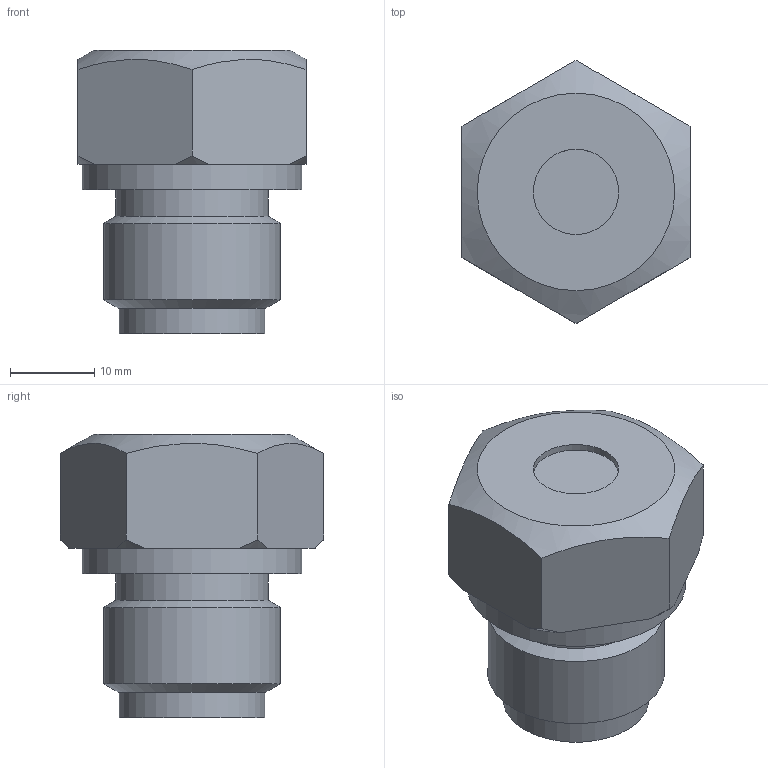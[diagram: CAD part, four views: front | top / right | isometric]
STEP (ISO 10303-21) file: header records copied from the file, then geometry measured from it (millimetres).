
FILE_DESCRIPTION(/* description */ (''),/* implementation_level */ '2;1');
FILE_NAME(/* name */ '31415W.stp',/* time_stamp */ '2018-02-02T12:50:07+01:00',/* author */ ('acgl'),/* organization */ (''),/* preprocessor_version */ 'ST-DEVELOPER v15.6',/* originating_system */ 'Autodesk Inventor 2015',/* authorisation */ '');
FILE_SCHEMA (('AUTOMOTIVE_DESIGN { 1 0 10303 214 3 1 1 }'));
Length unit declared in the file: centimetre
Products named in the file (1): 31415W
Bounding box: 27 x 31.18 x 33.52 mm (x, y, z)
Volume: 15029.3 mm3; surface area: 3831.8 mm2
Topology: 1 solids, 1 shells, 37 faces, 78 edges, 48 vertices
Faces by surface type: plane 13, torus 10, cone 9, cylinder 5
Full cylindrical faces by diameter (mm): 10.1 x1, 17.2 x1, 18 x1, 20.96 x1, 26 x1
Entity records: 943 total; most frequent: CARTESIAN_POINT 180, DIRECTION 146, ORIENTED_EDGE 118, AXIS2_PLACEMENT_3D 67, EDGE_LOOP 60, EDGE_CURVE 59, VERTEX_POINT 47, STYLED_ITEM 38
